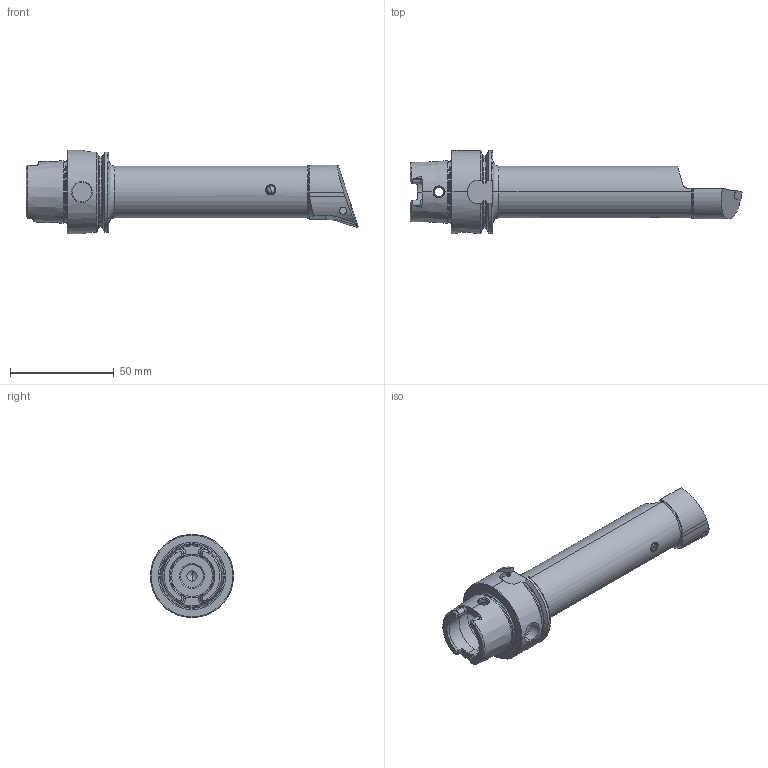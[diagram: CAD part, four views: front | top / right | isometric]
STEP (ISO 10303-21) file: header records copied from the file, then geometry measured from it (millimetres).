
FILE_DESCRIPTION (( 'STEP AP203' ), '1' );
FILE_NAME ('HA4-BDB.RLA.140.STEP', '2013-11-27T07:39:36', ( 'baer' ), ( 'Hewlett-Packard Company' ), 'SwSTEP 2.0', 'SolidWorks 2012', '' );
FILE_SCHEMA (( 'CONFIG_CONTROL_DESIGN' ));
Length unit declared in the file: millimetre
Products named in the file (5): HA4-BDB.RLA.140; KVT_MB_600_050; WCB-ER2.001.009_A; DCMT11T304; HA4-BDB.RLA.140_A
Assembly tree (4 placements, depth 2):
  HA4-BDB.RLA.140
    HA4-BDB.RLA.140_A
    DCMT11T304
    WCB-ER2.001.009_A
    KVT_MB_600_050
Bounding box: 159.9 x 40 x 40 mm (x, y, z)
Volume: 73787.8 mm3; surface area: 20805.1 mm2
Topology: 5 solids, 5 shells, 310 faces, 791 edges, 483 vertices
Faces by surface type: cylinder 90, cone 77, plane 77, torus 42, bspline 20, sphere 4
Entity records: 11559 total; most frequent: CARTESIAN_POINT 3946, ORIENTED_EDGE 1552, DIRECTION 1427, EDGE_CURVE 776, AXIS2_PLACEMENT_3D 573, VERTEX_POINT 480, EDGE_LOOP 326, FACE_OUTER_BOUND 310
